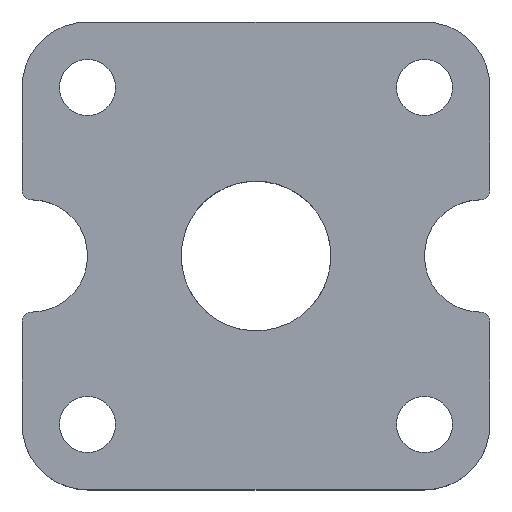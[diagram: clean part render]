
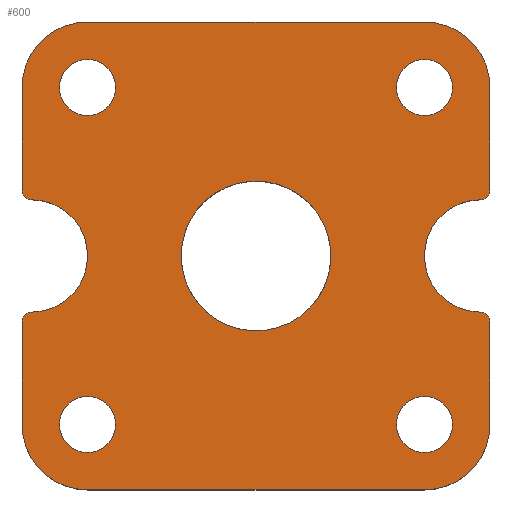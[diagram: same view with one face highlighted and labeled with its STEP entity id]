
A CAD part, top view. The second image highlights one B-rep face of the part: STEP entity #600.
In plain terms, the highlighted planar face has unit normal (0, 0, 1).
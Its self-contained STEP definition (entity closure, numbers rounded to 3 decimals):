
#26=FACE_BOUND('',#118,.T.);
#27=FACE_BOUND('',#119,.T.);
#28=FACE_BOUND('',#120,.T.);
#29=FACE_BOUND('',#121,.T.);
#30=FACE_BOUND('',#122,.T.);
#42=PLANE('',#676);
#74=FACE_OUTER_BOUND('',#117,.T.);
#117=EDGE_LOOP('',(#528,#529,#530,#531,#532,#533,#534,#535,#536,#537,#538,
#539,#540,#541,#542,#543));
#118=EDGE_LOOP('',(#544));
#119=EDGE_LOOP('',(#545));
#120=EDGE_LOOP('',(#546));
#121=EDGE_LOOP('',(#547));
#122=EDGE_LOOP('',(#548));
#134=LINE('',#928,#174);
#138=LINE('',#938,#178);
#141=LINE('',#947,#181);
#157=LINE('',#1025,#197);
#159=LINE('',#1031,#199);
#162=LINE('',#1038,#202);
#174=VECTOR('',#736,5.5);
#178=VECTOR('',#746,5.5);
#181=VECTOR('',#755,5.5);
#197=VECTOR('',#847,18.);
#199=VECTOR('',#855,5.5);
#202=VECTOR('',#864,18.);
#203=CIRCLE('',#604,0.5);
#206=CIRCLE('',#608,3.);
#220=CIRCLE('',#624,0.5);
#221=CIRCLE('',#627,0.5);
#222=CIRCLE('',#630,0.5);
#231=CIRCLE('',#645,4.);
#236=CIRCLE('',#656,1.5);
#237=CIRCLE('',#658,1.5);
#238=CIRCLE('',#660,1.5);
#239=CIRCLE('',#662,1.5);
#240=CIRCLE('',#664,3.5);
#241=CIRCLE('',#666,3.);
#242=CIRCLE('',#668,3.5);
#243=CIRCLE('',#671,3.5);
#244=CIRCLE('',#674,3.5);
#245=VERTEX_POINT('',#869);
#246=VERTEX_POINT('',#870);
#250=VERTEX_POINT('',#880);
#269=VERTEX_POINT('',#922);
#270=VERTEX_POINT('',#926);
#271=VERTEX_POINT('',#930);
#272=VERTEX_POINT('',#931);
#273=VERTEX_POINT('',#936);
#274=VERTEX_POINT('',#940);
#275=VERTEX_POINT('',#941);
#276=VERTEX_POINT('',#946);
#289=VERTEX_POINT('',#981);
#294=VERTEX_POINT('',#1002);
#295=VERTEX_POINT('',#1005);
#296=VERTEX_POINT('',#1008);
#297=VERTEX_POINT('',#1011);
#298=VERTEX_POINT('',#1014);
#299=VERTEX_POINT('',#1020);
#300=VERTEX_POINT('',#1024);
#301=VERTEX_POINT('',#1030);
#302=VERTEX_POINT('',#1034);
#303=EDGE_CURVE('',#245,#246,#203,.T.);
#309=EDGE_CURVE('',#245,#250,#206,.T.);
#329=EDGE_CURVE('',#269,#250,#220,.T.);
#332=EDGE_CURVE('',#269,#270,#134,.T.);
#333=EDGE_CURVE('',#271,#272,#221,.T.);
#337=EDGE_CURVE('',#271,#273,#138,.T.);
#338=EDGE_CURVE('',#274,#275,#222,.T.);
#341=EDGE_CURVE('',#276,#275,#141,.T.);
#358=EDGE_CURVE('',#289,#289,#231,.T.);
#368=EDGE_CURVE('',#294,#294,#236,.T.);
#369=EDGE_CURVE('',#295,#295,#237,.T.);
#370=EDGE_CURVE('',#296,#296,#238,.T.);
#371=EDGE_CURVE('',#297,#297,#239,.T.);
#373=EDGE_CURVE('',#273,#298,#240,.T.);
#374=EDGE_CURVE('',#274,#272,#241,.T.);
#375=EDGE_CURVE('',#299,#276,#242,.T.);
#377=EDGE_CURVE('',#300,#299,#157,.T.);
#379=EDGE_CURVE('',#270,#300,#243,.T.);
#380=EDGE_CURVE('',#301,#246,#159,.T.);
#382=EDGE_CURVE('',#302,#301,#244,.T.);
#384=EDGE_CURVE('',#298,#302,#162,.T.);
#528=ORIENTED_EDGE('',*,*,#303,.F.);
#529=ORIENTED_EDGE('',*,*,#309,.T.);
#530=ORIENTED_EDGE('',*,*,#329,.F.);
#531=ORIENTED_EDGE('',*,*,#332,.T.);
#532=ORIENTED_EDGE('',*,*,#379,.T.);
#533=ORIENTED_EDGE('',*,*,#377,.T.);
#534=ORIENTED_EDGE('',*,*,#375,.T.);
#535=ORIENTED_EDGE('',*,*,#341,.T.);
#536=ORIENTED_EDGE('',*,*,#338,.F.);
#537=ORIENTED_EDGE('',*,*,#374,.T.);
#538=ORIENTED_EDGE('',*,*,#333,.F.);
#539=ORIENTED_EDGE('',*,*,#337,.T.);
#540=ORIENTED_EDGE('',*,*,#373,.T.);
#541=ORIENTED_EDGE('',*,*,#384,.T.);
#542=ORIENTED_EDGE('',*,*,#382,.T.);
#543=ORIENTED_EDGE('',*,*,#380,.T.);
#544=ORIENTED_EDGE('',*,*,#358,.T.);
#545=ORIENTED_EDGE('',*,*,#368,.T.);
#546=ORIENTED_EDGE('',*,*,#369,.T.);
#547=ORIENTED_EDGE('',*,*,#370,.T.);
#548=ORIENTED_EDGE('',*,*,#371,.T.);
#600=ADVANCED_FACE('',(#74,#26,#27,#28,#29,#30),#42,.T.);
#604=AXIS2_PLACEMENT_3D('',#871,#681,#682);
#608=AXIS2_PLACEMENT_3D('',#882,#692,#693);
#624=AXIS2_PLACEMENT_3D('',#923,#730,#731);
#627=AXIS2_PLACEMENT_3D('',#932,#739,#740);
#630=AXIS2_PLACEMENT_3D('',#942,#749,#750);
#645=AXIS2_PLACEMENT_3D('',#982,#790,#791);
#656=AXIS2_PLACEMENT_3D('',#1003,#817,#818);
#658=AXIS2_PLACEMENT_3D('',#1006,#821,#822);
#660=AXIS2_PLACEMENT_3D('',#1009,#825,#826);
#662=AXIS2_PLACEMENT_3D('',#1012,#829,#830);
#664=AXIS2_PLACEMENT_3D('',#1016,#834,#835);
#666=AXIS2_PLACEMENT_3D('',#1018,#838,#839);
#668=AXIS2_PLACEMENT_3D('',#1021,#842,#843);
#671=AXIS2_PLACEMENT_3D('',#1028,#851,#852);
#674=AXIS2_PLACEMENT_3D('',#1035,#859,#860);
#676=AXIS2_PLACEMENT_3D('',#1039,#865,#866);
#681=DIRECTION('center_axis',(0.,0.,-1.));
#682=DIRECTION('ref_axis',(-0.707,-0.707,0.));
#692=DIRECTION('center_axis',(0.,0.,-1.));
#693=DIRECTION('ref_axis',(0.167,0.986,0.));
#730=DIRECTION('center_axis',(0.,0.,-1.));
#731=DIRECTION('ref_axis',(-0.707,0.707,0.));
#736=DIRECTION('',(0.,-1.,0.));
#739=DIRECTION('center_axis',(0.,0.,-1.));
#740=DIRECTION('ref_axis',(0.707,-0.707,0.));
#746=DIRECTION('',(0.,1.,0.));
#749=DIRECTION('center_axis',(0.,0.,-1.));
#750=DIRECTION('ref_axis',(0.707,0.707,0.));
#755=DIRECTION('',(0.,1.,0.));
#790=DIRECTION('center_axis',(0.,0.,-1.));
#791=DIRECTION('ref_axis',(1.,0.,0.));
#817=DIRECTION('center_axis',(0.,0.,-1.));
#818=DIRECTION('ref_axis',(-1.,0.,0.));
#821=DIRECTION('center_axis',(0.,0.,-1.));
#822=DIRECTION('ref_axis',(-1.,0.,0.));
#825=DIRECTION('center_axis',(0.,0.,-1.));
#826=DIRECTION('ref_axis',(-1.,0.,0.));
#829=DIRECTION('center_axis',(0.,0.,-1.));
#830=DIRECTION('ref_axis',(-1.,0.,0.));
#834=DIRECTION('center_axis',(0.,0.,1.));
#835=DIRECTION('ref_axis',(1.,0.,0.));
#838=DIRECTION('center_axis',(0.,0.,-1.));
#839=DIRECTION('ref_axis',(-0.167,-0.986,0.));
#842=DIRECTION('center_axis',(0.,0.,1.));
#843=DIRECTION('ref_axis',(0.,-1.,0.));
#847=DIRECTION('',(1.,0.,0.));
#851=DIRECTION('center_axis',(0.,0.,1.));
#852=DIRECTION('ref_axis',(-1.,0.,0.));
#855=DIRECTION('',(0.,-1.,0.));
#859=DIRECTION('center_axis',(0.,0.,1.));
#860=DIRECTION('ref_axis',(0.,1.,0.));
#864=DIRECTION('',(-1.,0.,0.));
#865=DIRECTION('center_axis',(0.,0.,1.));
#866=DIRECTION('ref_axis',(1.,0.,0.));
#869=CARTESIAN_POINT('',(-12.,3.,10.));
#870=CARTESIAN_POINT('',(-12.5,3.5,10.));
#871=CARTESIAN_POINT('Origin',(-12.,3.5,10.));
#880=CARTESIAN_POINT('',(-12.,-3.,10.));
#882=CARTESIAN_POINT('Origin',(-12.,0.,10.));
#922=CARTESIAN_POINT('',(-12.5,-3.5,10.));
#923=CARTESIAN_POINT('Origin',(-12.,-3.5,10.));
#926=CARTESIAN_POINT('',(-12.5,-9.,10.));
#928=CARTESIAN_POINT('',(-12.5,-2.958,10.));
#930=CARTESIAN_POINT('',(12.5,3.5,10.));
#931=CARTESIAN_POINT('',(12.,3.,10.));
#932=CARTESIAN_POINT('Origin',(12.,3.5,10.));
#936=CARTESIAN_POINT('',(12.5,9.,10.));
#938=CARTESIAN_POINT('',(12.5,2.958,10.));
#940=CARTESIAN_POINT('',(12.,-3.,10.));
#941=CARTESIAN_POINT('',(12.5,-3.5,10.));
#942=CARTESIAN_POINT('Origin',(12.,-3.5,10.));
#946=CARTESIAN_POINT('',(12.5,-9.,10.));
#947=CARTESIAN_POINT('',(12.5,-9.,10.));
#981=CARTESIAN_POINT('',(-4.,0.,10.));
#982=CARTESIAN_POINT('Origin',(0.,0.,10.));
#1002=CARTESIAN_POINT('',(-7.5,-9.,10.));
#1003=CARTESIAN_POINT('Origin',(-9.,-9.,10.));
#1005=CARTESIAN_POINT('',(10.5,-9.,10.));
#1006=CARTESIAN_POINT('Origin',(9.,-9.,10.));
#1008=CARTESIAN_POINT('',(10.5,9.,10.));
#1009=CARTESIAN_POINT('Origin',(9.,9.,10.));
#1011=CARTESIAN_POINT('',(-7.5,9.,10.));
#1012=CARTESIAN_POINT('Origin',(-9.,9.,10.));
#1014=CARTESIAN_POINT('',(9.,12.5,10.));
#1016=CARTESIAN_POINT('Origin',(9.,9.,10.));
#1018=CARTESIAN_POINT('Origin',(12.,0.,10.));
#1020=CARTESIAN_POINT('',(9.,-12.5,10.));
#1021=CARTESIAN_POINT('Origin',(9.,-9.,10.));
#1024=CARTESIAN_POINT('',(-9.,-12.5,10.));
#1025=CARTESIAN_POINT('',(-9.,-12.5,10.));
#1028=CARTESIAN_POINT('Origin',(-9.,-9.,10.));
#1030=CARTESIAN_POINT('',(-12.5,9.,10.));
#1031=CARTESIAN_POINT('',(-12.5,9.,10.));
#1034=CARTESIAN_POINT('',(-9.,12.5,10.));
#1035=CARTESIAN_POINT('Origin',(-9.,9.,10.));
#1038=CARTESIAN_POINT('',(9.,12.5,10.));
#1039=CARTESIAN_POINT('Origin',(0.,0.,
10.));
